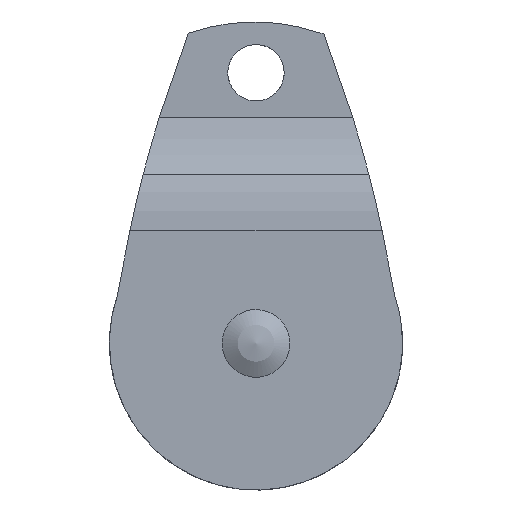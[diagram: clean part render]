
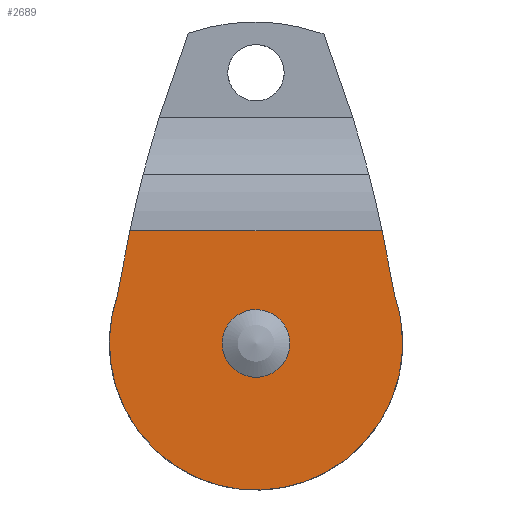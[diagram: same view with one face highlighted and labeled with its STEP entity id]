
A CAD part, left-side view. The second image highlights one B-rep face of the part: STEP entity #2689.
In plain terms, the highlighted free-form (B-spline) face has degree [1, 1] with [2, 2] control points.
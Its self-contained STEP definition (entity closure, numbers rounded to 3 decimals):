
#2172 = VERTEX_POINT('',#2173);
#2173 = CARTESIAN_POINT('',(-9.833,-30.274,
    10.232));
#2178 = EDGE_CURVE('',#2172,#2179,#2181,.T.);
#2179 = VERTEX_POINT('',#2180);
#2180 = CARTESIAN_POINT('',(-9.833,-27.481,
    24.582));
#2181 = B_SPLINE_CURVE_WITH_KNOTS('',5,(#2182,#2183,#2184,#2185,#2186,
    #2187,#2188,#2189),.UNSPECIFIED.,.F.,.F.,(6,1,1,6),(-0.861,
    -0.8,-0.7,-0.66),.UNSPECIFIED.);
#2182 = CARTESIAN_POINT('',(-9.833,-30.274,
    10.232));
#2183 = CARTESIAN_POINT('',(-9.833,-30.117,
    11.121));
#2184 = CARTESIAN_POINT('',(-9.833,-29.7,
    13.459));
#2185 = CARTESIAN_POINT('',(-9.833,-29.162,
    16.353));
#2186 = CARTESIAN_POINT('',(-9.833,-28.602,
    19.222));
#2187 = CARTESIAN_POINT('',(-9.833,-28.019,
    22.062));
#2188 = CARTESIAN_POINT('',(-9.833,-27.601,
    24.025));
#2189 = CARTESIAN_POINT('',(-9.833,-27.481,
    24.582));
#2306 = EDGE_CURVE('',#2307,#2172,#2309,.T.);
#2307 = VERTEX_POINT('',#2308);
#2308 = CARTESIAN_POINT('',(-9.833,30.274,
    10.232));
#2309 = ( BOUNDED_CURVE() B_SPLINE_CURVE(2,(#2310,#2311,#2312,#2313,
#2314),.UNSPECIFIED.,.F.,.F.) B_SPLINE_CURVE_WITH_KNOTS((3,2,3),(
    2.816,4.712,6.609),
.PIECEWISE_BEZIER_KNOTS.) CURVE() GEOMETRIC_REPRESENTATION_ITEM() 
RATIONAL_B_SPLINE_CURVE((1.,0.583,1.,0.583,1.)) 
REPRESENTATION_ITEM('') );
#2310 = CARTESIAN_POINT('',(-9.833,30.274,
    10.232));
#2311 = CARTESIAN_POINT('',(-9.833,44.533,
    -31.956));
#2312 = CARTESIAN_POINT('',(-9.833,0.,
    -31.956));
#2313 = CARTESIAN_POINT('',(-9.833,-44.533,
    -31.956));
#2314 = CARTESIAN_POINT('',(-9.833,-30.274,
    10.232));
#2376 = VERTEX_POINT('',#2377);
#2377 = CARTESIAN_POINT('',(-9.833,27.481,
    24.582));
#2393 = EDGE_CURVE('',#2376,#2307,#2394,.T.);
#2394 = B_SPLINE_CURVE_WITH_KNOTS('',5,(#2395,#2396,#2397,#2398,#2399,
    #2400,#2401,#2402),.UNSPECIFIED.,.F.,.F.,(6,1,1,6),(0.66,
    0.7,0.8,0.861),.UNSPECIFIED.);
#2395 = CARTESIAN_POINT('',(-9.833,27.481,
    24.582));
#2396 = CARTESIAN_POINT('',(-9.833,27.601,
    24.025));
#2397 = CARTESIAN_POINT('',(-9.833,28.019,
    22.062));
#2398 = CARTESIAN_POINT('',(-9.833,28.602,
    19.222));
#2399 = CARTESIAN_POINT('',(-9.833,29.162,
    16.353));
#2400 = CARTESIAN_POINT('',(-9.833,29.7,
    13.459));
#2401 = CARTESIAN_POINT('',(-9.833,30.117,
    11.121));
#2402 = CARTESIAN_POINT('',(-9.833,30.274,
    10.232));
#2658 = EDGE_CURVE('',#2179,#2376,#2659,.T.);
#2659 = B_SPLINE_CURVE_WITH_KNOTS('',1,(#2660,#2661),.UNSPECIFIED.,.F.,
  .F.,(2,2),(-27.359,17.359),.PIECEWISE_BEZIER_KNOTS.);
#2660 = CARTESIAN_POINT('',(-9.833,-27.481,
    24.582));
#2661 = CARTESIAN_POINT('',(-9.833,27.481,
    24.582));
#2689 = ADVANCED_FACE('',(#2690,#2696),#2710,.T.);
#2690 = FACE_BOUND('',#2691,.T.);
#2691 = EDGE_LOOP('',(#2692,#2693,#2694,#2695));
#2692 = ORIENTED_EDGE('',*,*,#2393,.T.);
#2693 = ORIENTED_EDGE('',*,*,#2306,.T.);
#2694 = ORIENTED_EDGE('',*,*,#2178,.T.);
#2695 = ORIENTED_EDGE('',*,*,#2658,.T.);
#2696 = FACE_BOUND('',#2697,.T.);
#2697 = EDGE_LOOP('',(#2698));
#2698 = ORIENTED_EDGE('',*,*,#2699,.T.);
#2699 = EDGE_CURVE('',#2700,#2700,#2702,.T.);
#2700 = VERTEX_POINT('',#2701);
#2701 = CARTESIAN_POINT('',(-9.833,3.687,
    0.));
#2702 = ( BOUNDED_CURVE() B_SPLINE_CURVE(2,(#2703,#2704,#2705,#2706,
#2707,#2708,#2709),.UNSPECIFIED.,.T.,.F.) B_SPLINE_CURVE_WITH_KNOTS((3,2
    ,2,3),(3.142,5.236,7.33,9.425),
.PIECEWISE_BEZIER_KNOTS.) CURVE() GEOMETRIC_REPRESENTATION_ITEM() 
RATIONAL_B_SPLINE_CURVE((1.,0.5,1.,0.5,1.,0.5,1.)) REPRESENTATION_ITEM(
  '') );
#2703 = CARTESIAN_POINT('',(-9.833,3.687,
    0.));
#2704 = CARTESIAN_POINT('',(-9.833,3.687,
    6.387));
#2705 = CARTESIAN_POINT('',(-9.833,-1.844,
    3.193));
#2706 = CARTESIAN_POINT('',(-9.833,-7.375,
    0.));
#2707 = CARTESIAN_POINT('',(-9.833,-1.844,
    -3.193));
#2708 = CARTESIAN_POINT('',(-9.833,3.687,
    -6.387));
#2709 = CARTESIAN_POINT('',(-9.833,3.687,
    0.));
#2710 = B_SPLINE_SURFACE_WITH_KNOTS('',1,1,(
    (#2711,#2712)
    ,(#2713,#2714
    )),.UNSPECIFIED.,.F.,.F.,.F.,(2,2),(2,2),(-26.,26.),(-26.,
    20.),.PIECEWISE_BEZIER_KNOTS.);
#2711 = CARTESIAN_POINT('',(-9.833,31.956,
    -31.956));
#2712 = CARTESIAN_POINT('',(-9.833,31.956,
    24.582));
#2713 = CARTESIAN_POINT('',(-9.833,-31.956,
    -31.956));
#2714 = CARTESIAN_POINT('',(-9.833,-31.956,
    24.582));
